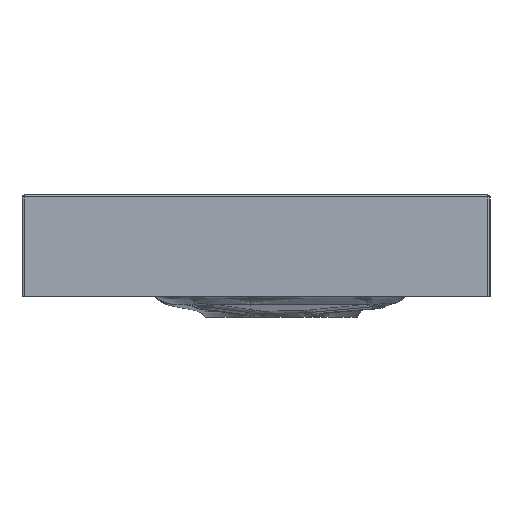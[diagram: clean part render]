
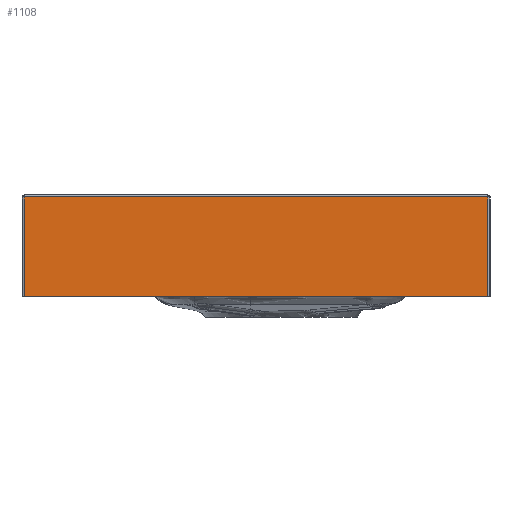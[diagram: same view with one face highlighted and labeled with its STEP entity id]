
A CAD part, left-side view. The second image highlights one B-rep face of the part: STEP entity #1108.
In plain terms, the highlighted planar face has unit normal (-1, 0, 0).
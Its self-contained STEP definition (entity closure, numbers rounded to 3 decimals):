
#629=FACE_OUTER_BOUND('',#2040,.T.);
#1108=ADVANCED_FACE('',(#629),#1433,.T.);
#1433=PLANE('',#6868);
#2040=EDGE_LOOP('',(#3579,#3580,#3581,#3582));
#3579=ORIENTED_EDGE('',*,*,#5920,.T.);
#3580=ORIENTED_EDGE('',*,*,#5921,.T.);
#3581=ORIENTED_EDGE('',*,*,#5922,.T.);
#3582=ORIENTED_EDGE('',*,*,#5923,.F.);
#5201=VERTEX_POINT('',#42807);
#5202=VERTEX_POINT('',#42808);
#5203=VERTEX_POINT('',#42810);
#5204=VERTEX_POINT('',#42812);
#5920=EDGE_CURVE('',#5201,#5202,#6560,.T.);
#5921=EDGE_CURVE('',#5202,#5203,#6561,.T.);
#5922=EDGE_CURVE('',#5203,#5204,#6562,.T.);
#5923=EDGE_CURVE('',#5201,#5204,#6563,.T.);
#6560=LINE('',#42806,#6668);
#6561=LINE('',#42809,#6669);
#6562=LINE('',#42811,#6670);
#6563=LINE('',#42813,#6671);
#6668=VECTOR('',#7616,1.);
#6669=VECTOR('',#7617,1.);
#6670=VECTOR('',#7618,1.);
#6671=VECTOR('',#7619,1.);
#6868=AXIS2_PLACEMENT_3D('',#42814,#7620,#7621);
#7616=DIRECTION('',(0.,0.,1.));
#7617=DIRECTION('',(0.,1.,0.));
#7618=DIRECTION('',(0.,0.,-1.));
#7619=DIRECTION('',(0.,1.,0.));
#7620=DIRECTION('',(-1.,0.,0.));
#7621=DIRECTION('',(0.,-1.,0.));
#42806=CARTESIAN_POINT('',(-302.5,-233.,90.));
#42807=CARTESIAN_POINT('',(-302.5,-233.,5.));
#42808=CARTESIAN_POINT('',(-302.5,-233.,103.));
#42809=CARTESIAN_POINT('',(-302.5,225.,103.));
#42810=CARTESIAN_POINT('',(-302.5,223.,103.));
#42811=CARTESIAN_POINT('',(-302.5,223.,90.));
#42812=CARTESIAN_POINT('',(-302.5,223.,5.));
#42813=CARTESIAN_POINT('',(-302.5,-235.,5.));
#42814=CARTESIAN_POINT('',(-302.5,225.,90.));
